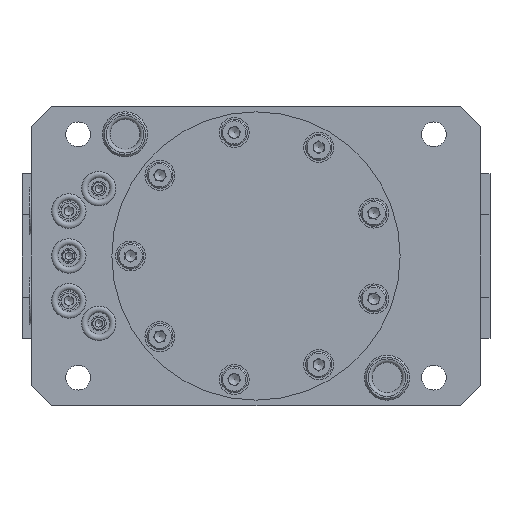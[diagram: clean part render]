
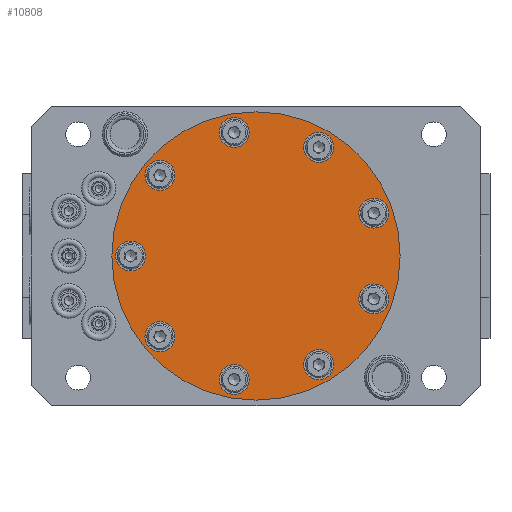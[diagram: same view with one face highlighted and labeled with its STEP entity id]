
A CAD part, front view. The second image highlights one B-rep face of the part: STEP entity #10808.
In plain terms, the highlighted planar face has unit normal (0, -1, 0).
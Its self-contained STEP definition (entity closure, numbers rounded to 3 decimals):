
#170 = EDGE_CURVE ( 'NONE', #3319, #3319, #10013, .T. ) ;
#171 = CARTESIAN_POINT ( 'NONE',  ( 0., 0., 0. ) ) ;
#292 = EDGE_LOOP ( 'NONE', ( #1901 ) ) ;
#356 = AXIS2_PLACEMENT_3D ( 'NONE', #6458, #10213, #1794 ) ;
#425 = ORIENTED_EDGE ( 'NONE', *, *, #8733, .F. ) ;
#475 = VERTEX_POINT ( 'NONE', #4207 ) ;
#624 = VERTEX_POINT ( 'NONE', #4362 ) ;
#890 = EDGE_CURVE ( 'NONE', #624, #624, #10573, .T. ) ;
#916 = CARTESIAN_POINT ( 'NONE',  ( 16.75, 0., -29.012 ) ) ;
#1043 = EDGE_LOOP ( 'NONE', ( #5317 ) ) ;
#1085 = FACE_OUTER_BOUND ( 'NONE', #1882, .T. ) ;
#1214 = CARTESIAN_POINT ( 'NONE',  ( 31.48, 0., 7.458 ) ) ;
#1304 = CIRCLE ( 'NONE', #8161, 4. ) ;
#1510 = CIRCLE ( 'NONE', #9955, 38.5 ) ;
#1548 = AXIS2_PLACEMENT_3D ( 'NONE', #7576, #11338, #2921 ) ;
#1566 = AXIS2_PLACEMENT_3D ( 'NONE', #916, #4659, #8403 ) ;
#1749 = CARTESIAN_POINT ( 'NONE',  ( -33.5, 0., -4. ) ) ;
#1776 = CARTESIAN_POINT ( 'NONE',  ( -5.817, 0., -32.991 ) ) ;
#1794 = DIRECTION ( 'NONE',  ( 0., 0., -1. ) ) ;
#1882 = EDGE_LOOP ( 'NONE', ( #8689 ) ) ;
#1901 = ORIENTED_EDGE ( 'NONE', *, *, #11509, .F. ) ;
#1928 = VERTEX_POINT ( 'NONE', #5676 ) ;
#2001 = FACE_BOUND ( 'NONE', #5427, .T. ) ;
#2128 = DIRECTION ( 'NONE',  ( 0., -1., 0. ) ) ;
#2234 = CARTESIAN_POINT ( 'NONE',  ( -5.817, 0., 32.991 ) ) ;
#2282 = EDGE_LOOP ( 'NONE', ( #8234 ) ) ;
#2339 = EDGE_LOOP ( 'NONE', ( #4528 ) ) ;
#2669 = EDGE_LOOP ( 'NONE', ( #5718 ) ) ;
#2921 = DIRECTION ( 'NONE',  ( 0., 0., -1. ) ) ;
#2926 = FACE_BOUND ( 'NONE', #5813, .T. ) ;
#2940 = CARTESIAN_POINT ( 'NONE',  ( 31.48, 0., -11.458 ) ) ;
#3181 = EDGE_LOOP ( 'NONE', ( #8443 ) ) ;
#3282 = AXIS2_PLACEMENT_3D ( 'NONE', #2234, #5978, #9733 ) ;
#3319 = VERTEX_POINT ( 'NONE', #7059 ) ;
#3416 = DIRECTION ( 'NONE',  ( 0., -1., 0. ) ) ;
#3578 = DIRECTION ( 'NONE',  ( 0., 0., -1. ) ) ;
#3648 = AXIS2_PLACEMENT_3D ( 'NONE', #11837, #3416, #7162 ) ;
#3817 = CARTESIAN_POINT ( 'NONE',  ( -25.662, 0., -21.533 ) ) ;
#3879 = AXIS2_PLACEMENT_3D ( 'NONE', #10539, #2128, #5873 ) ;
#3909 = DIRECTION ( 'NONE',  ( 0., 1., 0. ) ) ;
#4038 = EDGE_CURVE ( 'NONE', #9635, #9635, #5453, .T. ) ;
#4093 = VERTEX_POINT ( 'NONE', #7839 ) ;
#4207 = CARTESIAN_POINT ( 'NONE',  ( -5.817, 0., -36.991 ) ) ;
#4359 = ORIENTED_EDGE ( 'NONE', *, *, #4510, .F. ) ;
#4362 = CARTESIAN_POINT ( 'NONE',  ( -25.662, 0., 17.533 ) ) ;
#4510 = EDGE_CURVE ( 'NONE', #4093, #4093, #6088, .T. ) ;
#4518 = VERTEX_POINT ( 'NONE', #8255 ) ;
#4528 = ORIENTED_EDGE ( 'NONE', *, *, #890, .F. ) ;
#4659 = DIRECTION ( 'NONE',  ( 0., -1., 0. ) ) ;
#4828 = FACE_BOUND ( 'NONE', #1043, .T. ) ;
#5317 = ORIENTED_EDGE ( 'NONE', *, *, #4038, .F. ) ;
#5427 = EDGE_LOOP ( 'NONE', ( #425 ) ) ;
#5453 = CIRCLE ( 'NONE', #3879, 4. ) ;
#5524 = DIRECTION ( 'NONE',  ( 0., -1., 0. ) ) ;
#5638 = CIRCLE ( 'NONE', #356, 4. ) ;
#5676 = CARTESIAN_POINT ( 'NONE',  ( -5.817, 0., 28.991 ) ) ;
#5718 = ORIENTED_EDGE ( 'NONE', *, *, #10617, .F. ) ;
#5751 = FACE_BOUND ( 'NONE', #8903, .T. ) ;
#5813 = EDGE_LOOP ( 'NONE', ( #11788 ) ) ;
#5873 = DIRECTION ( 'NONE',  ( 0., 0., -1. ) ) ;
#5978 = DIRECTION ( 'NONE',  ( 0., -1., 0. ) ) ;
#6088 = CIRCLE ( 'NONE', #10794, 4. ) ;
#6458 = CARTESIAN_POINT ( 'NONE',  ( 16.75, 0., 29.012 ) ) ;
#6665 = FACE_BOUND ( 'NONE', #2282, .T. ) ;
#6681 = DIRECTION ( 'NONE',  ( 0., -1., 0. ) ) ;
#6754 = AXIS2_PLACEMENT_3D ( 'NONE', #1776, #5524, #9263 ) ;
#7059 = CARTESIAN_POINT ( 'NONE',  ( 16.75, 0., -33.012 ) ) ;
#7162 = DIRECTION ( 'NONE',  ( 0., 0., -1. ) ) ;
#7450 = VERTEX_POINT ( 'NONE', #11203 ) ;
#7553 = DIRECTION ( 'NONE',  ( 0., -1., 0. ) ) ;
#7565 = VERTEX_POINT ( 'NONE', #11323 ) ;
#7576 = CARTESIAN_POINT ( 'NONE',  ( -25.662, 0., 21.533 ) ) ;
#7579 = FACE_BOUND ( 'NONE', #2339, .T. ) ;
#7648 = DIRECTION ( 'NONE',  ( 0., 0., 1. ) ) ;
#7839 = CARTESIAN_POINT ( 'NONE',  ( -25.662, 0., -25.533 ) ) ;
#8161 = AXIS2_PLACEMENT_3D ( 'NONE', #2940, #6681, #10439 ) ;
#8234 = ORIENTED_EDGE ( 'NONE', *, *, #10387, .F. ) ;
#8253 = CARTESIAN_POINT ( 'NONE',  ( 0., 0., 0. ) ) ;
#8255 = CARTESIAN_POINT ( 'NONE',  ( 31.48, 0., -15.458 ) ) ;
#8403 = DIRECTION ( 'NONE',  ( 0., 0., -1. ) ) ;
#8443 = ORIENTED_EDGE ( 'NONE', *, *, #170, .F. ) ;
#8574 = PLANE ( 'NONE',  #11903 ) ;
#8578 = CIRCLE ( 'NONE', #3282, 4. ) ;
#8689 = ORIENTED_EDGE ( 'NONE', *, *, #11180, .T. ) ;
#8733 = EDGE_CURVE ( 'NONE', #475, #475, #12055, .T. ) ;
#8903 = EDGE_LOOP ( 'NONE', ( #4359 ) ) ;
#8962 = CIRCLE ( 'NONE', #3648, 4. ) ;
#9263 = DIRECTION ( 'NONE',  ( 0., 0., -1. ) ) ;
#9499 = FACE_BOUND ( 'NONE', #2669, .T. ) ;
#9635 = VERTEX_POINT ( 'NONE', #1214 ) ;
#9733 = DIRECTION ( 'NONE',  ( 0., 0., -1. ) ) ;
#9955 = AXIS2_PLACEMENT_3D ( 'NONE', #8253, #12003, #3578 ) ;
#10013 = CIRCLE ( 'NONE', #1566, 4. ) ;
#10170 = VERTEX_POINT ( 'NONE', #1749 ) ;
#10213 = DIRECTION ( 'NONE',  ( 0., -1., 0. ) ) ;
#10387 = EDGE_CURVE ( 'NONE', #4518, #4518, #1304, .T. ) ;
#10422 = FACE_BOUND ( 'NONE', #3181, .T. ) ;
#10439 = DIRECTION ( 'NONE',  ( 0., 0., -1. ) ) ;
#10539 = CARTESIAN_POINT ( 'NONE',  ( 31.48, 0., 11.458 ) ) ;
#10573 = CIRCLE ( 'NONE', #1548, 4. ) ;
#10617 = EDGE_CURVE ( 'NONE', #10170, #10170, #8962, .T. ) ;
#10794 = AXIS2_PLACEMENT_3D ( 'NONE', #3817, #7553, #11312 ) ;
#10808 = ADVANCED_FACE ( 'NONE', ( #7579, #11341, #2926, #6665, #10422, #2001, #5751, #9499, #1085, #4828 ), #8574, .F. ) ;
#11180 = EDGE_CURVE ( 'NONE', #7450, #7450, #1510, .T. ) ;
#11203 = CARTESIAN_POINT ( 'NONE',  ( 0., 0., -38.5 ) ) ;
#11312 = DIRECTION ( 'NONE',  ( 0., 0., -1. ) ) ;
#11323 = CARTESIAN_POINT ( 'NONE',  ( 16.75, 0., 25.012 ) ) ;
#11338 = DIRECTION ( 'NONE',  ( 0., -1., 0. ) ) ;
#11341 = FACE_BOUND ( 'NONE', #292, .T. ) ;
#11509 = EDGE_CURVE ( 'NONE', #1928, #1928, #8578, .T. ) ;
#11788 = ORIENTED_EDGE ( 'NONE', *, *, #11812, .F. ) ;
#11812 = EDGE_CURVE ( 'NONE', #7565, #7565, #5638, .T. ) ;
#11837 = CARTESIAN_POINT ( 'NONE',  ( -33.5, 0., 0. ) ) ;
#11903 = AXIS2_PLACEMENT_3D ( 'NONE', #171, #3909, #7648 ) ;
#12003 = DIRECTION ( 'NONE',  ( 0., -1., 0. ) ) ;
#12055 = CIRCLE ( 'NONE', #6754, 4. ) ;
